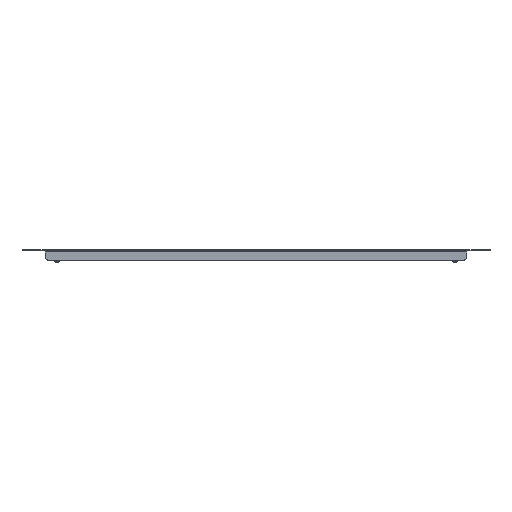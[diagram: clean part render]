
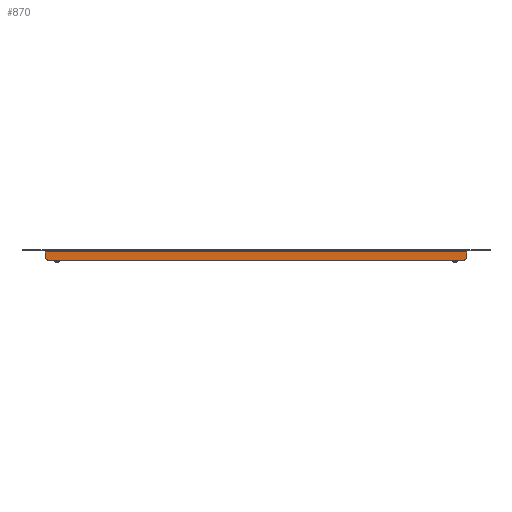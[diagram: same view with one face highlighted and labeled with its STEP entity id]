
A CAD part, front view. The second image highlights one B-rep face of the part: STEP entity #870.
In plain terms, the highlighted planar face has unit normal (0, -1, 0).
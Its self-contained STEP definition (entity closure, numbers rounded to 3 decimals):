
#10 = CARTESIAN_POINT ( 'NONE',  ( 335., -535., -3. ) ) ;
#23 = DIRECTION ( 'NONE',  ( 0., 1., 0. ) ) ;
#32 = CARTESIAN_POINT ( 'NONE',  ( -296.357, -535., -15. ) ) ;
#38 = EDGE_CURVE ( 'NONE', #347, #751, #2726, .T. ) ;
#103 = VERTEX_POINT ( 'NONE', #32 ) ;
#151 = DIRECTION ( 'NONE',  ( -1., 0., 0. ) ) ;
#208 = ORIENTED_EDGE ( 'NONE', *, *, #1202, .F. ) ;
#221 = EDGE_CURVE ( 'NONE', #2891, #103, #1036, .T. ) ;
#270 = LINE ( 'NONE', #10, #1088 ) ;
#319 = VECTOR ( 'NONE', #151, 1000. ) ;
#333 = CARTESIAN_POINT ( 'NONE',  ( 0., -535., 0. ) ) ;
#347 = VERTEX_POINT ( 'NONE', #781 ) ;
#386 = EDGE_CURVE ( 'NONE', #808, #2563, #270, .T. ) ;
#576 = PLANE ( 'NONE',  #3357 ) ;
#751 = VERTEX_POINT ( 'NONE', #1848 ) ;
#768 = LINE ( 'NONE', #2547, #319 ) ;
#769 = DIRECTION ( 'NONE',  ( 0., 0., 1. ) ) ;
#781 = CARTESIAN_POINT ( 'NONE',  ( 296.357, -535., -15. ) ) ;
#808 = VERTEX_POINT ( 'NONE', #1233 ) ;
#832 = VECTOR ( 'NONE', #3130, 1000. ) ;
#870 = ADVANCED_FACE ( 'NONE', ( #3198 ), #576, .F. ) ;
#1036 = CIRCLE ( 'NONE', #2457, 5. ) ;
#1054 = EDGE_CURVE ( 'NONE', #347, #103, #768, .T. ) ;
#1088 = VECTOR ( 'NONE', #3098, 1000. ) ;
#1178 = DIRECTION ( 'NONE',  ( -1., 0., 0. ) ) ;
#1202 = EDGE_CURVE ( 'NONE', #2891, #808, #3081, .T. ) ;
#1233 = CARTESIAN_POINT ( 'NONE',  ( -301.357, -535., -3. ) ) ;
#1359 = AXIS2_PLACEMENT_3D ( 'NONE', #2999, #2484, #1178 ) ;
#1559 = CARTESIAN_POINT ( 'NONE',  ( 301.357, -535., -3. ) ) ;
#1722 = ORIENTED_EDGE ( 'NONE', *, *, #1054, .F. ) ;
#1778 = ORIENTED_EDGE ( 'NONE', *, *, #38, .T. ) ;
#1848 = CARTESIAN_POINT ( 'NONE',  ( 301.357, -535., -10. ) ) ;
#1947 = ORIENTED_EDGE ( 'NONE', *, *, #3025, .T. ) ;
#1987 = DIRECTION ( 'NONE',  ( 0., -1., 0. ) ) ;
#1999 = CARTESIAN_POINT ( 'NONE',  ( -296.357, -535., -10. ) ) ;
#2050 = ORIENTED_EDGE ( 'NONE', *, *, #221, .T. ) ;
#2065 = LINE ( 'NONE', #3117, #3331 ) ;
#2162 = ORIENTED_EDGE ( 'NONE', *, *, #386, .F. ) ;
#2296 = CARTESIAN_POINT ( 'NONE',  ( -301.357, -535., -15. ) ) ;
#2457 = AXIS2_PLACEMENT_3D ( 'NONE', #1999, #1987, #2493 ) ;
#2484 = DIRECTION ( 'NONE',  ( 0., -1., 0. ) ) ;
#2493 = DIRECTION ( 'NONE',  ( -1., 0., 0. ) ) ;
#2547 = CARTESIAN_POINT ( 'NONE',  ( 335., -535., -15. ) ) ;
#2563 = VERTEX_POINT ( 'NONE', #1559 ) ;
#2726 = CIRCLE ( 'NONE', #1359, 5. ) ;
#2891 = VERTEX_POINT ( 'NONE', #3087 ) ;
#2936 = EDGE_LOOP ( 'NONE', ( #208, #2050, #1722, #1778, #1947, #2162 ) ) ;
#2999 = CARTESIAN_POINT ( 'NONE',  ( 296.357, -535., -10. ) ) ;
#3025 = EDGE_CURVE ( 'NONE', #751, #2563, #2065, .T. ) ;
#3081 = LINE ( 'NONE', #2296, #832 ) ;
#3087 = CARTESIAN_POINT ( 'NONE',  ( -301.357, -535., -10. ) ) ;
#3098 = DIRECTION ( 'NONE',  ( 1., 0., 0. ) ) ;
#3117 = CARTESIAN_POINT ( 'NONE',  ( 301.357, -535., -15. ) ) ;
#3130 = DIRECTION ( 'NONE',  ( 0., 0., 1. ) ) ;
#3165 = DIRECTION ( 'NONE',  ( -1., 0., 0. ) ) ;
#3198 = FACE_OUTER_BOUND ( 'NONE', #2936, .T. ) ;
#3331 = VECTOR ( 'NONE', #769, 1000. ) ;
#3357 = AXIS2_PLACEMENT_3D ( 'NONE', #333, #23, #3165 ) ;
